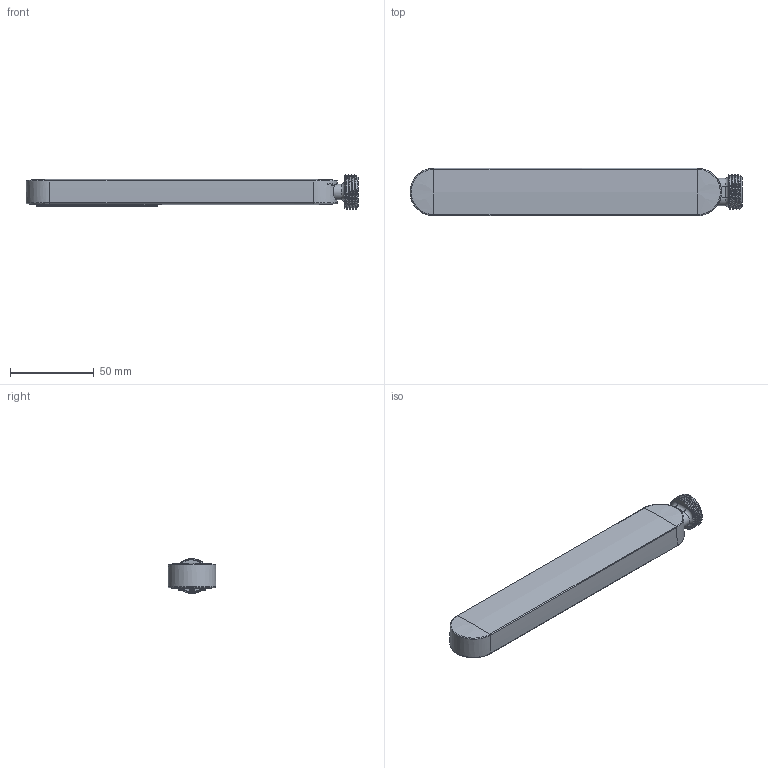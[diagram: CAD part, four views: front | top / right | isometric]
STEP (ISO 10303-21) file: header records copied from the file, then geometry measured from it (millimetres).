
FILE_DESCRIPTION(/* description */ ('Unknown'),/* implementation_level */ '2;1');
FILE_NAME(/* name */ 'GL350-00',/* time_stamp */ '2021-04-12T15:11:27+02:00',/* author */ ('Unknown'),/* organization */ ('Unknown'),/* preprocessor_version */ 'ST-DEVELOPER v16.7',/* originating_system */ 'DEX',/* authorisation */ $);
FILE_SCHEMA (('AUTOMOTIVE_DESIGN {1 0 10303 214 3 1 1}'));
Length unit declared in the file: millimetre
Products named in the file (2): GL350-00; E082041_00200SA_SEMPL
Assembly tree (1 placements, depth 2):
  GL350-00
    E082041_00200SA_SEMPL
Bounding box: 197.71 x 28.47 x 20.6 mm (x, y, z)
Volume: 64221.7 mm3; surface area: 30115.1 mm2
Topology: 2 solids, 2 shells, 1009 faces, 2501 edges, 1602 vertices
Faces by surface type: plane 406, cylinder 164, cone 152, bspline 151, torus 113, sphere 23
Entity records: 42708 total; most frequent: CARTESIAN_POINT 13915, ORIENTED_EDGE 4398, DIRECTION 3986, EDGE_CURVE 2199, VERTEX_POINT 1500, AXIS2_PLACEMENT_3D 1441, EDGE_LOOP 1379, FACE_BOUND 1379
